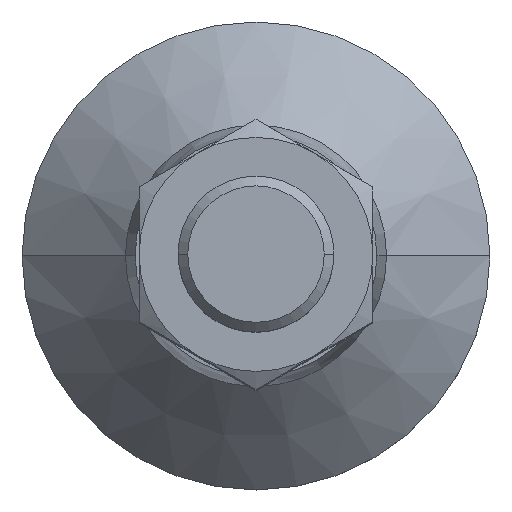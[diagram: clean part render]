
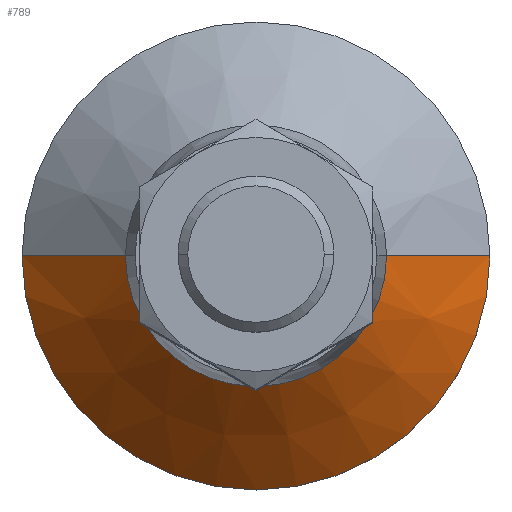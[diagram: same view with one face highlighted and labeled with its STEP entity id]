
A CAD part, top view. The second image highlights one B-rep face of the part: STEP entity #789.
In plain terms, the highlighted conical face has half-angle 45 degrees and reference radius 23.375 mm.
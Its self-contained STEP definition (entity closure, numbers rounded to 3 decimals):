
#389=EDGE_CURVE('',#581,#583,#1039,.T.);
#403=VERTEX_POINT('',#1053);
#581=VERTEX_POINT('',#1255);
#583=VERTEX_POINT('',#1257);
#637=VERTEX_POINT('',#1320);
#659=EDGE_CURVE('',#583,#403,#1345,.T.);
#789=ADVANCED_FACE('',(#1497),#1498,.T.);
#873=EDGE_CURVE('',#637,#581,#1584,.T.);
#971=EDGE_CURVE('',#637,#403,#1690,.T.);
#1039=CIRCLE('',#1767,16.75);
#1053=CARTESIAN_POINT('',(-30.0,0.,8.));
#1255=CARTESIAN_POINT('',(16.75,0.,21.25));
#1257=CARTESIAN_POINT('',(-16.75,0.,21.25));
#1320=CARTESIAN_POINT('',(30.0,0.,8.));
#1345=LINE('',#2330,#2331);
#1497=FACE_OUTER_BOUND('',#2600,.T.);
#1498=CONICAL_SURFACE('',#2601,23.375,0.785);
#1584=LINE('',#2782,#2783);
#1690=CIRCLE('',#3016,30.0);
#1767=AXIS2_PLACEMENT_3D('',#3081,#3082,#3083);
#2330=CARTESIAN_POINT('',(-23.375,0.,14.625));
#2331=VECTOR('',#3464,1.0);
#2600=EDGE_LOOP('',(#3679,#3680,#3681,#3682));
#2601=AXIS2_PLACEMENT_3D('',#3683,#3684,#3685);
#2782=CARTESIAN_POINT('',(23.375,0.,14.625));
#2783=VECTOR('',#3741,1.0);
#3016=AXIS2_PLACEMENT_3D('',#3824,#3825,#3826);
#3081=CARTESIAN_POINT('',(0.0,0.,21.25));
#3082=DIRECTION('',(-0.0,0.0,-1.0));
#3083=DIRECTION('',(-1.0,0.,0.0));
#3464=DIRECTION('',(-0.707,0.,-0.707));
#3679=ORIENTED_EDGE('',*,*,#659,.T.);
#3680=ORIENTED_EDGE('',*,*,#971,.F.);
#3681=ORIENTED_EDGE('',*,*,#873,.T.);
#3682=ORIENTED_EDGE('',*,*,#389,.T.);
#3683=CARTESIAN_POINT('',(0.0,0.,14.625));
#3684=DIRECTION('',(-0.0,-0.0,-1.0));
#3685=DIRECTION('',(-1.0,0.,0.0));
#3741=DIRECTION('',(-0.707,0.,0.707));
#3824=CARTESIAN_POINT('',(0.0,0.,8.));
#3825=DIRECTION('',(-0.0,0.0,-1.0));
#3826=DIRECTION('',(-1.0,0.,0.0));
